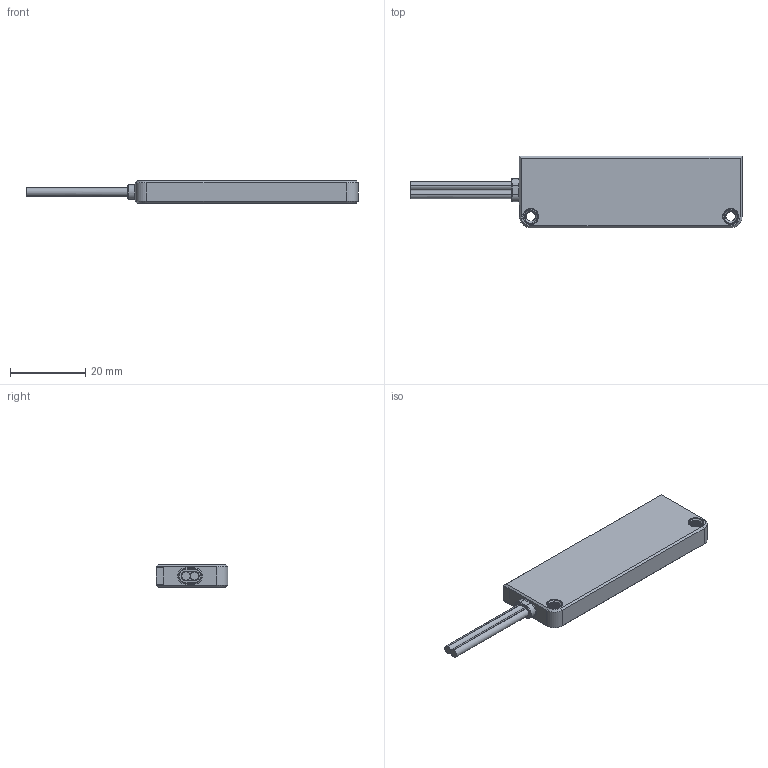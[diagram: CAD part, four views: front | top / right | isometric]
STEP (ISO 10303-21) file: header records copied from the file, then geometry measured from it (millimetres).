
FILE_DESCRIPTION((''),'2;1');
FILE_NAME('PR50QL_ASM','2021-06-08T18:30:46',('Administrator'),(''),'CREO PARAMETRIC BY PTC INC, 2018400','CREO PARAMETRIC BY PTC INC, 2018400','');
FILE_SCHEMA(('CONFIG_CONTROL_DESIGN'));
Length unit declared in the file: millimetre
Products named in the file (6): PRT0001_____; PRT0002____; M3_TLM_____; PRT0001; ASM0001_ASM; PR50QL_ASM
Assembly tree (6 placements, depth 3):
  PR50QL_ASM
    ASM0001_ASM
      PRT0001_____
      PRT0002____
      M3_TLM_____  x2
      PRT0001
Bounding box: 88 x 19 x 6 mm (x, y, z)
Volume: 3593.1 mm3; surface area: 7880.1 mm2
Topology: 6 solids, 8 shells, 858 faces, 2437 edges, 1604 vertices
Faces by surface type: cylinder 495, plane 301, bspline 36, cone 20, torus 6
Entity records: 30024 total; most frequent: CARTESIAN_POINT 14527, ORIENTED_EDGE 3240, DIRECTION 3188, EDGE_CURVE 1620, AXIS2_PLACEMENT_3D 1180, VERTEX_POINT 1062, VECTOR 828, LINE 828
